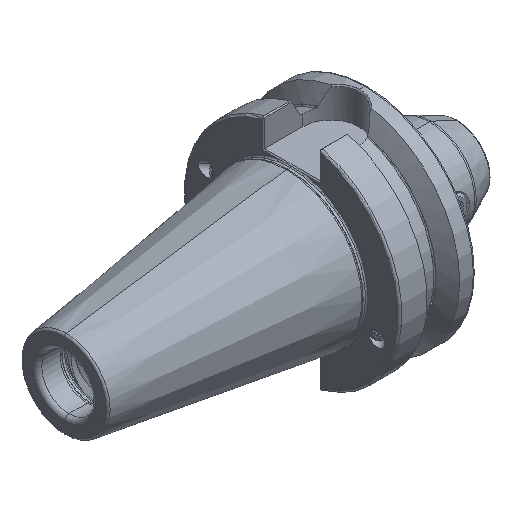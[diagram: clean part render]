
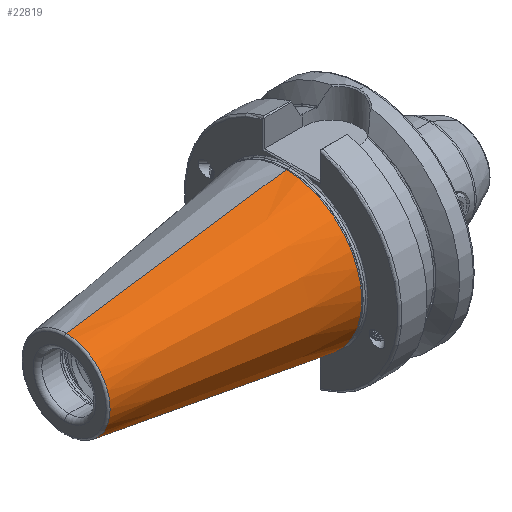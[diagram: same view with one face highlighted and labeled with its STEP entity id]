
A CAD part, isometric view. The second image highlights one B-rep face of the part: STEP entity #22819.
In plain terms, the highlighted conical face has half-angle 8.297 degrees and reference radius 34.998 mm.
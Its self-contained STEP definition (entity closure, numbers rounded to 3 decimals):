
#972 = CARTESIAN_POINT ( 'NONE',  ( -103.944, 0., 0. ) ) ;
#1006 = DIRECTION ( 'NONE',  ( 1., 0., 0. ) ) ;
#1027 = DIRECTION ( 'NONE',  ( 0., 0., -1. ) ) ;
#1041 = DIRECTION ( 'NONE',  ( 0., 0., -1. ) ) ;
#1054 = CARTESIAN_POINT ( 'NONE',  ( -2.5, 0., 0. ) ) ;
#1060 = DIRECTION ( 'NONE',  ( 1., 0., 0. ) ) ;
#7015 = CARTESIAN_POINT ( 'NONE',  ( -2.5, 0., 34.998 ) ) ;
#7035 = DIRECTION ( 'NONE',  ( 0.99, 0., 0.144 ) ) ;
#7835 = FACE_OUTER_BOUND ( 'NONE', #27824, .T. ) ;
#7849 = CONICAL_SURFACE ( 'NONE', #23694, 34.998, 0.145 ) ;
#8077 = LINE ( 'NONE', #7015, #8082 ) ;
#8082 = VECTOR ( 'NONE', #7035, 1000. ) ;
#8381 = CARTESIAN_POINT ( 'NONE',  ( -2.5, 0., 0. ) ) ;
#8389 = DIRECTION ( 'NONE',  ( 0., 0., -1. ) ) ;
#8412 = DIRECTION ( 'NONE',  ( 1., 0., 0. ) ) ;
#9568 = DIRECTION ( 'NONE',  ( 0.99, 0., -0.144 ) ) ;
#9604 = CARTESIAN_POINT ( 'NONE',  ( -2.5, 0., -34.998 ) ) ;
#18380 = ORIENTED_EDGE ( 'NONE', *, *, #29911, .T. ) ;
#18418 = ORIENTED_EDGE ( 'NONE', *, *, #30065, .T. ) ;
#18422 = ORIENTED_EDGE ( 'NONE', *, *, #29915, .F. ) ;
#18425 = ORIENTED_EDGE ( 'NONE', *, *, #30171, .F. ) ;
#20893 = CIRCLE ( 'NONE', #23228, 34.998 ) ;
#20930 = CIRCLE ( 'NONE', #23245, 20.204 ) ;
#21058 = LINE ( 'NONE', #9604, #21066 ) ;
#21066 = VECTOR ( 'NONE', #9568, 1000. ) ;
#21629 = CARTESIAN_POINT ( 'NONE',  ( -2.5, 0., -34.998 ) ) ;
#21682 = CARTESIAN_POINT ( 'NONE',  ( -103.944, 0., 20.204 ) ) ;
#21718 = CARTESIAN_POINT ( 'NONE',  ( -2.5, 0., 34.998 ) ) ;
#21737 = CARTESIAN_POINT ( 'NONE',  ( -103.944, 0., -20.204 ) ) ;
#22819 = ADVANCED_FACE ( 'NONE', ( #7835 ), #7849, .T. ) ;
#23228 = AXIS2_PLACEMENT_3D ( 'NONE', #1054, #1060, #1041 ) ;
#23245 = AXIS2_PLACEMENT_3D ( 'NONE', #972, #1006, #1027 ) ;
#23694 = AXIS2_PLACEMENT_3D ( 'NONE', #8381, #8412, #8389 ) ;
#24081 = VERTEX_POINT ( 'NONE', #21629 ) ;
#24101 = VERTEX_POINT ( 'NONE', #21682 ) ;
#24130 = VERTEX_POINT ( 'NONE', #21718 ) ;
#24132 = VERTEX_POINT ( 'NONE', #21737 ) ;
#27824 = EDGE_LOOP ( 'NONE', ( #18425, #18380, #18418, #18422 ) ) ;
#29911 = EDGE_CURVE ( 'NONE', #24101, #24132, #20930, .T. ) ;
#29915 = EDGE_CURVE ( 'NONE', #24130, #24081, #20893, .T. ) ;
#30065 = EDGE_CURVE ( 'NONE', #24132, #24081, #21058, .T. ) ;
#30171 = EDGE_CURVE ( 'NONE', #24101, #24130, #8077, .T. ) ;
